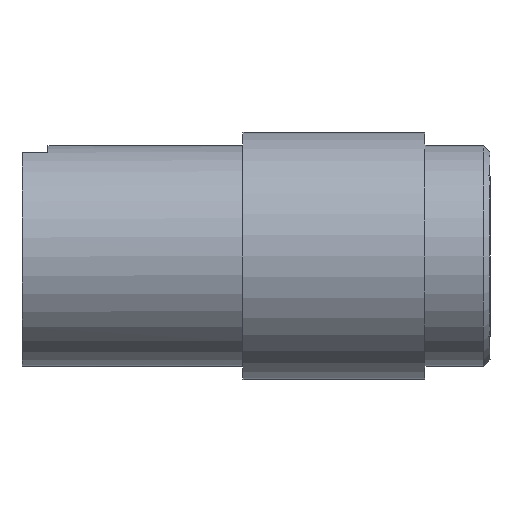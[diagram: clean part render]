
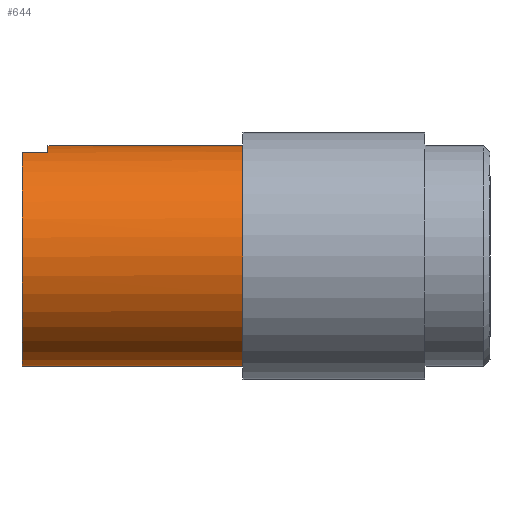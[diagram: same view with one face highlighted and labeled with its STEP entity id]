
A CAD part, left-side view. The second image highlights one B-rep face of the part: STEP entity #644.
In plain terms, the highlighted cylindrical face has radius 8.5 mm (diameter 17 mm), a full revolution.
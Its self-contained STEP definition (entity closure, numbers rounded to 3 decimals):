
#21=CYLINDRICAL_SURFACE('',#694,8.5);
#36=CIRCLE('',#678,8.5);
#37=CIRCLE('',#679,8.5);
#45=CIRCLE('',#695,8.5);
#46=CIRCLE('',#696,8.5);
#74=FACE_OUTER_BOUND('',#113,.T.);
#113=EDGE_LOOP('',(#462,#463,#464,#465,#466,#467,#468,#469));
#165=LINE('',#1028,#222);
#166=LINE('',#1030,#223);
#167=LINE('',#1033,#224);
#222=VECTOR('',#803,8.5);
#223=VECTOR('',#804,10.);
#224=VECTOR('',#807,10.);
#266=VERTEX_POINT('',#950);
#267=VERTEX_POINT('',#952);
#268=VERTEX_POINT('',#954);
#288=VERTEX_POINT('',#1026);
#289=VERTEX_POINT('',#1029);
#290=VERTEX_POINT('',#1031);
#327=EDGE_CURVE('',#267,#266,#36,.T.);
#328=EDGE_CURVE('',#268,#267,#37,.T.);
#356=EDGE_CURVE('',#288,#288,#45,.T.);
#357=EDGE_CURVE('',#288,#267,#165,.T.);
#358=EDGE_CURVE('',#266,#289,#166,.T.);
#359=EDGE_CURVE('',#290,#289,#46,.T.);
#360=EDGE_CURVE('',#290,#268,#167,.T.);
#462=ORIENTED_EDGE('',*,*,#356,.F.);
#463=ORIENTED_EDGE('',*,*,#357,.T.);
#464=ORIENTED_EDGE('',*,*,#327,.T.);
#465=ORIENTED_EDGE('',*,*,#358,.T.);
#466=ORIENTED_EDGE('',*,*,#359,.F.);
#467=ORIENTED_EDGE('',*,*,#360,.T.);
#468=ORIENTED_EDGE('',*,*,#328,.T.);
#469=ORIENTED_EDGE('',*,*,#357,.F.);
#644=ADVANCED_FACE('',(#74),#21,.T.);
#678=AXIS2_PLACEMENT_3D('',#953,#755,#756);
#679=AXIS2_PLACEMENT_3D('',#955,#757,#758);
#694=AXIS2_PLACEMENT_3D('',#1025,#799,#800);
#695=AXIS2_PLACEMENT_3D('',#1027,#801,#802);
#696=AXIS2_PLACEMENT_3D('',#1032,#805,#806);
#755=DIRECTION('center_axis',(0.,-1.,0.));
#756=DIRECTION('ref_axis',(0.,0.,-1.));
#757=DIRECTION('center_axis',(0.,-1.,0.));
#758=DIRECTION('ref_axis',(0.,0.,-1.));
#799=DIRECTION('center_axis',(0.,-1.,0.));
#800=DIRECTION('ref_axis',(0.,0.,-1.));
#801=DIRECTION('center_axis',(0.,-1.,0.));
#802=DIRECTION('ref_axis',(0.,0.,-1.));
#803=DIRECTION('',(0.,1.,0.));
#804=DIRECTION('',(0.,1.,0.));
#805=DIRECTION('center_axis',(0.,1.,0.));
#806=DIRECTION('ref_axis',(0.,0.,-1.));
#807=DIRECTION('',(0.,-1.,0.));
#950=CARTESIAN_POINT('',(-62.,-22.,38.953));
#952=CARTESIAN_POINT('',(-59.,-22.,39.5));
#953=CARTESIAN_POINT('Origin',(-59.,-22.,31.));
#954=CARTESIAN_POINT('',(-56.,-22.,38.953));
#955=CARTESIAN_POINT('Origin',(-59.,-22.,31.));
#1025=CARTESIAN_POINT('Origin',(-59.,-29.,31.));
#1026=CARTESIAN_POINT('',(-59.,-37.,39.5));
#1027=CARTESIAN_POINT('Origin',(-59.,-37.,31.));
#1028=CARTESIAN_POINT('',(-59.,-29.,39.5));
#1029=CARTESIAN_POINT('',(-62.,-20.,38.953));
#1030=CARTESIAN_POINT('',(-62.,-29.,38.953));
#1031=CARTESIAN_POINT('',(-56.,-20.,38.953));
#1032=CARTESIAN_POINT('Origin',(-59.,-20.,31.));
#1033=CARTESIAN_POINT('',(-56.,-29.,38.953));
